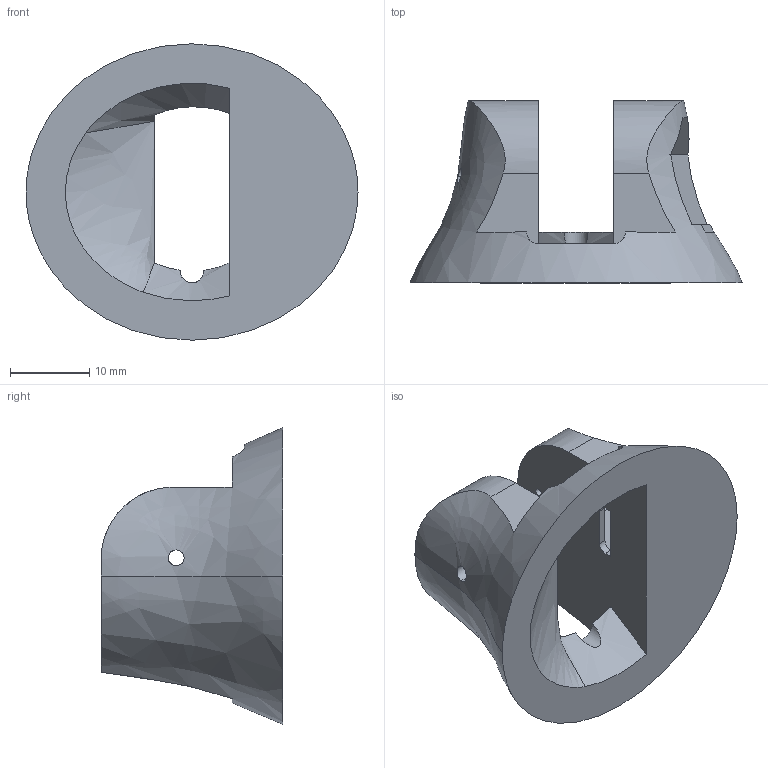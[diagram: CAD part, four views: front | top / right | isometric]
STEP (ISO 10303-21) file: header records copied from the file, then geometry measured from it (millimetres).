
FILE_DESCRIPTION (( 'STEP AP203' ), '1' );
FILE_NAME ('MC - D R.STEP', '2017-08-02T03:24:09', ( '' ), ( '' ), 'SwSTEP 2.0', 'SolidWorks 2016', '' );
FILE_SCHEMA (( 'CONFIG_CONTROL_DESIGN' ));
Length unit declared in the file: millimetre
Products named in the file (1): MC - D R
Bounding box: 42 x 23 x 37.5 mm (x, y, z)
Volume: 9777.9 mm3; surface area: 4990.9 mm2
Topology: 1 solids, 1 shells, 41 faces, 118 edges, 77 vertices
Faces by surface type: plane 23, cylinder 13, bspline 5
Entity records: 2059 total; most frequent: CARTESIAN_POINT 980, ORIENTED_EDGE 236, DIRECTION 168, EDGE_CURVE 118, VERTEX_POINT 77, AXIS2_PLACEMENT_3D 56, VECTOR 56, LINE 56
